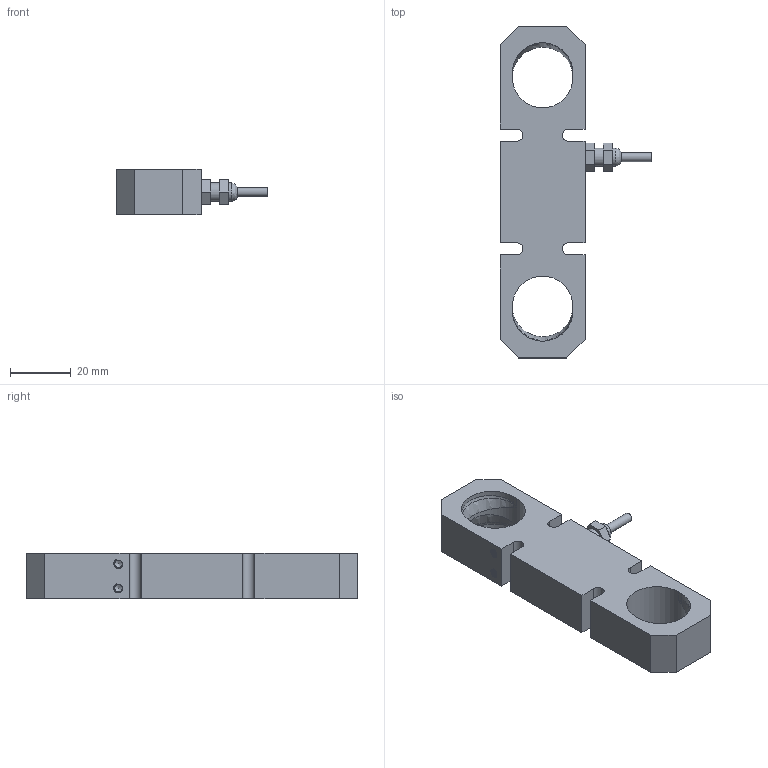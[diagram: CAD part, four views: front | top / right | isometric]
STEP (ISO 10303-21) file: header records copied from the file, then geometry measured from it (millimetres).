
FILE_DESCRIPTION(/* description */ (''),/* implementation_level */ '2;1');
FILE_NAME(/* name */ '110BH-2t v1.step',/* time_stamp */ '2020-02-03T10:13:34-08:00',/* author */ (''),/* organization */ (''),/* preprocessor_version */ 'ST-DEVELOPER v18',/* originating_system */ 'Autodesk Translation Framework v8.12.0.6',/* authorisation */ '');
FILE_SCHEMA (('AUTOMOTIVE_DESIGN { 1 0 10303 214 3 1 1 }'));
Length unit declared in the file: millimetre
Products named in the file (2): 110BH-2t; Connector v2
Assembly tree (1 placements, depth 2):
  110BH-2t
    Connector v2
Bounding box: 50.03 x 109.5 x 15 mm (x, y, z)
Volume: 33757.6 mm3; surface area: 12018.6 mm2
Topology: 2 solids, 2 shells, 209 faces, 552 edges, 335 vertices
Faces by surface type: cylinder 119, plane 52, bspline 33, cone 5
Full cylindrical faces by diameter (mm): 2.529 x48, 3 x1, 3.086 x40, 4 x2, 6 x2, 20 x2
Entity records: 12664 total; most frequent: CARTESIAN_POINT 8076, ORIENTED_EDGE 1062, DIRECTION 732, EDGE_CURVE 531, VERTEX_POINT 335, AXIS2_PLACEMENT_3D 250, LINE 232, VECTOR 232
